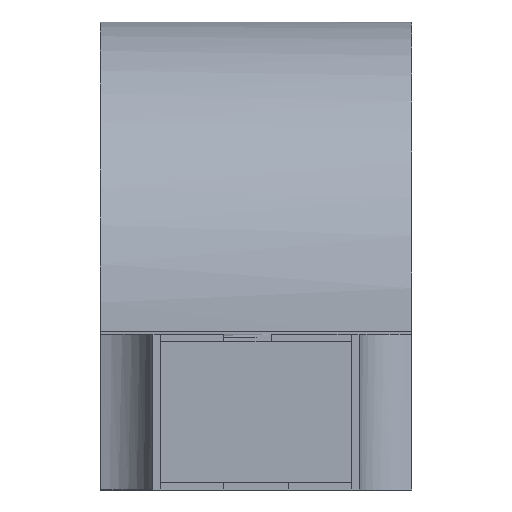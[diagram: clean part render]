
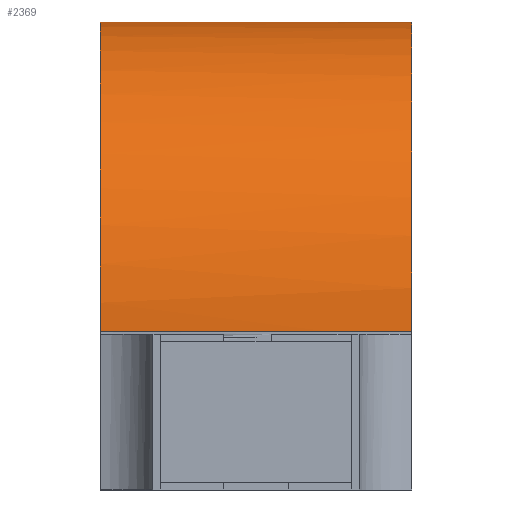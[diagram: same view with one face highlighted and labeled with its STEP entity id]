
A CAD part, left-side view. The second image highlights one B-rep face of the part: STEP entity #2369.
In plain terms, the highlighted cylindrical face has radius 1.003 mm (diameter 2.005 mm), a partial arc.
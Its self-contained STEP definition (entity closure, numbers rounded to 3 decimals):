
#58 = CARTESIAN_POINT ( 'NONE',  ( -279.096, -351.877, 0.45 ) ) ;
#95 = CARTESIAN_POINT ( 'NONE',  ( -279.096, -350.877, 0.45 ) ) ;
#195 = AXIS2_PLACEMENT_3D ( 'NONE', #2911, #4928, #6459 ) ;
#201 = EDGE_CURVE ( 'NONE', #3339, #5759, #395, .T. ) ;
#294 = EDGE_LOOP ( 'NONE', ( #3749, #4208, #3367, #6450 ) ) ;
#395 = B_SPLINE_CURVE_WITH_KNOTS ( 'NONE', 3,
 ( #3643, #5655, #4157, #6557, #4550, #1987, #6177, #5625, #1044, #6586, #3516, #3099, #549, #5531, #3010, #2600, #4618, #58 ),
 .UNSPECIFIED., .F., .F.,
 ( 4, 2, 2, 2, 2, 2, 2, 2, 4 ),
 ( 0., 0.125, 0.25, 0.375, 0.5, 0.625, 0.75, 0.875, 1. ),
 .UNSPECIFIED. ) ;
#549 = CARTESIAN_POINT ( 'NONE',  ( -279.474, -351.877, 1.271 ) ) ;
#571 = CARTESIAN_POINT ( 'NONE',  ( -281.101, -351.21, 0.45 ) ) ;
#598 = CARTESIAN_POINT ( 'NONE',  ( -279.096, -350.877, 0.45 ) ) ;
#635 = CARTESIAN_POINT ( 'NONE',  ( -281.101, -351.544, 0.45 ) ) ;
#677 = EDGE_CURVE ( 'NONE', #5437, #5759, #2225, .T. ) ;
#995 = B_SPLINE_CURVE_WITH_KNOTS ( 'NONE', 3,
 ( #2077, #2375, #5732, #5231, #1333, #2403, #4409, #4337, #6365, #1160, #6226, #6435, #2680, #3854, #1830, #3956, #1403, #4374 ),
 .UNSPECIFIED., .F., .F.,
 ( 4, 2, 2, 2, 2, 2, 2, 2, 4 ),
 ( 0., 0.125, 0.25, 0.375, 0.5, 0.625, 0.75, 0.875, 1. ),
 .UNSPECIFIED. ) ;
#1044 = CARTESIAN_POINT ( 'NONE',  ( -280.232, -351.877, 1.478 ) ) ;
#1160 = CARTESIAN_POINT ( 'NONE',  ( -280.232, -350.877, 1.478 ) ) ;
#1333 = CARTESIAN_POINT ( 'NONE',  ( -279.288, -350.877, 1.08 ) ) ;
#1403 = CARTESIAN_POINT ( 'NONE',  ( -281.104, -350.877, 0.583 ) ) ;
#1830 = CARTESIAN_POINT ( 'NONE',  ( -280.983, -350.877, 0.965 ) ) ;
#1987 = CARTESIAN_POINT ( 'NONE',  ( -280.723, -351.877, 1.271 ) ) ;
#2077 = CARTESIAN_POINT ( 'NONE',  ( -279.096, -350.877, 0.45 ) ) ;
#2225 = B_SPLINE_CURVE_WITH_KNOTS ( 'NONE', 3,
 ( #598, #6171, #2244, #3155 ),
 .UNSPECIFIED., .F., .F.,
 ( 4, 4 ),
 ( 0., 1. ),
 .UNSPECIFIED. ) ;
#2244 = CARTESIAN_POINT ( 'NONE',  ( -279.096, -351.544, 0.45 ) ) ;
#2329 = FACE_OUTER_BOUND ( 'NONE', #294, .T. ) ;
#2369 = ADVANCED_FACE ( 'NONE', ( #2329 ), #2425, .T. ) ;
#2375 = CARTESIAN_POINT ( 'NONE',  ( -279.093, -350.877, 0.583 ) ) ;
#2403 = CARTESIAN_POINT ( 'NONE',  ( -279.474, -350.877, 1.271 ) ) ;
#2425 = CYLINDRICAL_SURFACE ( 'NONE', #195, 1.003 ) ;
#2600 = CARTESIAN_POINT ( 'NONE',  ( -279.116, -351.877, 0.717 ) ) ;
#2680 = CARTESIAN_POINT ( 'NONE',  ( -280.723, -350.877, 1.271 ) ) ;
#2911 = CARTESIAN_POINT ( 'NONE',  ( -280.098, -350.877, 0.475 ) ) ;
#3010 = CARTESIAN_POINT ( 'NONE',  ( -279.214, -351.877, 0.965 ) ) ;
#3099 = CARTESIAN_POINT ( 'NONE',  ( -279.586, -351.877, 1.347 ) ) ;
#3155 = CARTESIAN_POINT ( 'NONE',  ( -279.096, -351.877, 0.45 ) ) ;
#3196 = CARTESIAN_POINT ( 'NONE',  ( -281.101, -351.877, 0.45 ) ) ;
#3339 = VERTEX_POINT ( 'NONE', #3196 ) ;
#3367 = ORIENTED_EDGE ( 'NONE', *, *, #4885, .F. ) ;
#3397 = B_SPLINE_CURVE_WITH_KNOTS ( 'NONE', 3,
 ( #4127, #635, #571, #3707 ),
 .UNSPECIFIED., .F., .F.,
 ( 4, 4 ),
 ( 0., 1. ),
 .UNSPECIFIED. ) ;
#3516 = CARTESIAN_POINT ( 'NONE',  ( -279.832, -351.877, 1.451 ) ) ;
#3643 = CARTESIAN_POINT ( 'NONE',  ( -281.101, -351.877, 0.45 ) ) ;
#3707 = CARTESIAN_POINT ( 'NONE',  ( -281.101, -350.877, 0.45 ) ) ;
#3749 = ORIENTED_EDGE ( 'NONE', *, *, #677, .F. ) ;
#3854 = CARTESIAN_POINT ( 'NONE',  ( -280.909, -350.877, 1.08 ) ) ;
#3956 = CARTESIAN_POINT ( 'NONE',  ( -281.08, -350.877, 0.717 ) ) ;
#4127 = CARTESIAN_POINT ( 'NONE',  ( -281.101, -351.877, 0.45 ) ) ;
#4157 = CARTESIAN_POINT ( 'NONE',  ( -281.08, -351.877, 0.717 ) ) ;
#4208 = ORIENTED_EDGE ( 'NONE', *, *, #5823, .T. ) ;
#4337 = CARTESIAN_POINT ( 'NONE',  ( -279.832, -350.877, 1.451 ) ) ;
#4374 = CARTESIAN_POINT ( 'NONE',  ( -281.101, -350.877, 0.45 ) ) ;
#4409 = CARTESIAN_POINT ( 'NONE',  ( -279.586, -350.877, 1.347 ) ) ;
#4410 = CARTESIAN_POINT ( 'NONE',  ( -279.096, -351.877, 0.45 ) ) ;
#4550 = CARTESIAN_POINT ( 'NONE',  ( -280.909, -351.877, 1.08 ) ) ;
#4570 = CARTESIAN_POINT ( 'NONE',  ( -281.101, -350.877, 0.45 ) ) ;
#4618 = CARTESIAN_POINT ( 'NONE',  ( -279.093, -351.877, 0.583 ) ) ;
#4885 = EDGE_CURVE ( 'NONE', #3339, #5449, #3397, .T. ) ;
#4928 = DIRECTION ( 'NONE',  ( 0., -1., 0. ) ) ;
#5231 = CARTESIAN_POINT ( 'NONE',  ( -279.214, -350.877, 0.965 ) ) ;
#5437 = VERTEX_POINT ( 'NONE', #95 ) ;
#5449 = VERTEX_POINT ( 'NONE', #4570 ) ;
#5531 = CARTESIAN_POINT ( 'NONE',  ( -279.288, -351.877, 1.08 ) ) ;
#5625 = CARTESIAN_POINT ( 'NONE',  ( -280.365, -351.877, 1.451 ) ) ;
#5655 = CARTESIAN_POINT ( 'NONE',  ( -281.104, -351.877, 0.583 ) ) ;
#5732 = CARTESIAN_POINT ( 'NONE',  ( -279.116, -350.877, 0.717 ) ) ;
#5759 = VERTEX_POINT ( 'NONE', #4410 ) ;
#5823 = EDGE_CURVE ( 'NONE', #5437, #5449, #995, .T. ) ;
#6171 = CARTESIAN_POINT ( 'NONE',  ( -279.096, -351.21, 0.45 ) ) ;
#6177 = CARTESIAN_POINT ( 'NONE',  ( -280.611, -351.877, 1.347 ) ) ;
#6226 = CARTESIAN_POINT ( 'NONE',  ( -280.365, -350.877, 1.451 ) ) ;
#6365 = CARTESIAN_POINT ( 'NONE',  ( -279.965, -350.877, 1.478 ) ) ;
#6435 = CARTESIAN_POINT ( 'NONE',  ( -280.611, -350.877, 1.347 ) ) ;
#6450 = ORIENTED_EDGE ( 'NONE', *, *, #201, .T. ) ;
#6459 = DIRECTION ( 'NONE',  ( 0., 0., -1. ) ) ;
#6557 = CARTESIAN_POINT ( 'NONE',  ( -280.983, -351.877, 0.965 ) ) ;
#6586 = CARTESIAN_POINT ( 'NONE',  ( -279.965, -351.877, 1.478 ) ) ;
